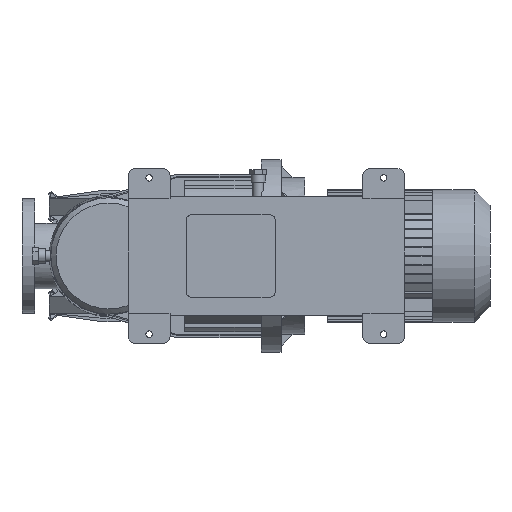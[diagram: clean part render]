
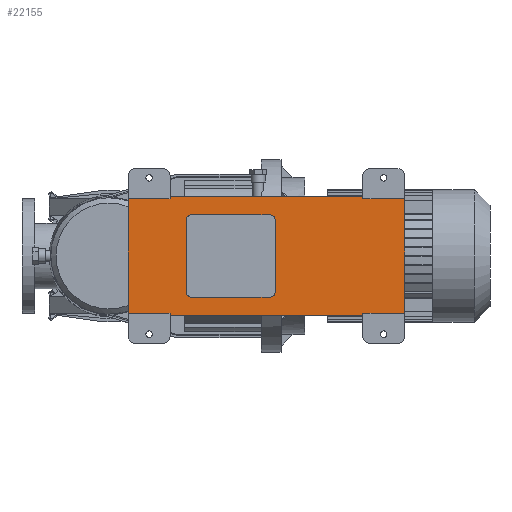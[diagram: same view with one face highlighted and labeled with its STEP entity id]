
A CAD part, front view. The second image highlights one B-rep face of the part: STEP entity #22155.
In plain terms, the highlighted planar face has unit normal (0, -1, 0).
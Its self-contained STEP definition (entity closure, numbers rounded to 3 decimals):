
#711=CIRCLE('',#23049,10.);
#713=CIRCLE('',#23052,10.);
#715=CIRCLE('',#23055,10.);
#717=CIRCLE('',#23058,10.);
#1584=ORIENTED_EDGE('',*,*,#6041,.T.);
#1585=ORIENTED_EDGE('',*,*,#6061,.T.);
#1586=ORIENTED_EDGE('',*,*,#6095,.F.);
#1587=ORIENTED_EDGE('',*,*,#6090,.T.);
#1588=ORIENTED_EDGE('',*,*,#6071,.T.);
#1589=ORIENTED_EDGE('',*,*,#6096,.T.);
#1590=ORIENTED_EDGE('',*,*,#6080,.T.);
#1591=ORIENTED_EDGE('',*,*,#6086,.T.);
#1592=ORIENTED_EDGE('',*,*,#6097,.F.);
#1593=ORIENTED_EDGE('',*,*,#6055,.T.);
#1594=ORIENTED_EDGE('',*,*,#6050,.T.);
#1595=ORIENTED_EDGE('',*,*,#6098,.T.);
#1596=ORIENTED_EDGE('',*,*,#6033,.T.);
#1597=ORIENTED_EDGE('',*,*,#5920,.T.);
#1598=ORIENTED_EDGE('',*,*,#6032,.T.);
#1599=ORIENTED_EDGE('',*,*,#5924,.T.);
#1600=ORIENTED_EDGE('',*,*,#6031,.T.);
#1601=ORIENTED_EDGE('',*,*,#5916,.T.);
#1602=ORIENTED_EDGE('',*,*,#6034,.T.);
#1603=ORIENTED_EDGE('',*,*,#5928,.T.);
#5916=EDGE_CURVE('',#8234,#8233,#711,.T.);
#5920=EDGE_CURVE('',#8238,#8237,#713,.T.);
#5924=EDGE_CURVE('',#8242,#8241,#715,.T.);
#5928=EDGE_CURVE('',#8246,#8245,#717,.T.);
#6031=EDGE_CURVE('',#8241,#8234,#9846,.T.);
#6032=EDGE_CURVE('',#8237,#8242,#9847,.T.);
#6033=EDGE_CURVE('',#8245,#8238,#9848,.T.);
#6034=EDGE_CURVE('',#8233,#8246,#9849,.T.);
#6041=EDGE_CURVE('',#8323,#8324,#9854,.T.);
#6050=EDGE_CURVE('',#8329,#8330,#9861,.T.);
#6055=EDGE_CURVE('',#8332,#8329,#9866,.T.);
#6061=EDGE_CURVE('',#8324,#8335,#9872,.T.);
#6071=EDGE_CURVE('',#8341,#8342,#9880,.T.);
#6080=EDGE_CURVE('',#8347,#8348,#9887,.T.);
#6086=EDGE_CURVE('',#8348,#8350,#9893,.T.);
#6090=EDGE_CURVE('',#8353,#8341,#9897,.T.);
#6095=EDGE_CURVE('',#8353,#8335,#9902,.T.);
#6096=EDGE_CURVE('',#8342,#8347,#9903,.T.);
#6097=EDGE_CURVE('',#8332,#8350,#9904,.T.);
#6098=EDGE_CURVE('',#8330,#8323,#9905,.T.);
#8233=VERTEX_POINT('',#29128);
#8234=VERTEX_POINT('',#29130);
#8237=VERTEX_POINT('',#29137);
#8238=VERTEX_POINT('',#29139);
#8241=VERTEX_POINT('',#29146);
#8242=VERTEX_POINT('',#29148);
#8245=VERTEX_POINT('',#29155);
#8246=VERTEX_POINT('',#29157);
#8323=VERTEX_POINT('',#29385);
#8324=VERTEX_POINT('',#29386);
#8329=VERTEX_POINT('',#29403);
#8330=VERTEX_POINT('',#29404);
#8332=VERTEX_POINT('',#29413);
#8335=VERTEX_POINT('',#29423);
#8341=VERTEX_POINT('',#29445);
#8342=VERTEX_POINT('',#29446);
#8347=VERTEX_POINT('',#29463);
#8348=VERTEX_POINT('',#29464);
#8350=VERTEX_POINT('',#29473);
#8353=VERTEX_POINT('',#29483);
#9846=LINE('',#29364,#11274);
#9847=LINE('',#29366,#11275);
#9848=LINE('',#29368,#11276);
#9849=LINE('',#29370,#11277);
#9854=LINE('',#29384,#11282);
#9861=LINE('',#29402,#11289);
#9866=LINE('',#29412,#11294);
#9872=LINE('',#29424,#11300);
#9880=LINE('',#29444,#11308);
#9887=LINE('',#29462,#11315);
#9893=LINE('',#29474,#11321);
#9897=LINE('',#29482,#11325);
#9902=LINE('',#29492,#11330);
#9903=LINE('',#29493,#11331);
#9904=LINE('',#29494,#11332);
#9905=LINE('',#29495,#11333);
#11274=VECTOR('',#24835,1000.);
#11275=VECTOR('',#24838,1000.);
#11276=VECTOR('',#24841,1000.);
#11277=VECTOR('',#24844,1000.);
#11282=VECTOR('',#24859,1000.);
#11289=VECTOR('',#24876,1000.);
#11294=VECTOR('',#24885,1000.);
#11300=VECTOR('',#24895,1000.);
#11308=VECTOR('',#24917,1000.);
#11315=VECTOR('',#24934,1000.);
#11321=VECTOR('',#24944,1000.);
#11325=VECTOR('',#24952,1000.);
#11330=VECTOR('',#24963,1000.);
#11331=VECTOR('',#24964,1000.);
#11332=VECTOR('',#24965,1000.);
#11333=VECTOR('',#24966,1000.);
#12671=EDGE_LOOP('',(#1584,#1585,#1586,#1587,#1588,#1589,#1590,#1591,#1592,
#1593,#1594,#1595));
#12672=EDGE_LOOP('',(#1596,#1597,#1598,#1599,#1600,#1601,#1602,#1603));
#13818=FACE_BOUND('',#12671,.T.);
#13819=FACE_BOUND('',#12672,.T.);
#14928=PLANE('',#23154);
#22155=ADVANCED_FACE('',(#13818,#13819),#14928,.F.);
#23049=AXIS2_PLACEMENT_3D('',#29129,#24615,#24616);
#23052=AXIS2_PLACEMENT_3D('',#29138,#24623,#24624);
#23055=AXIS2_PLACEMENT_3D('',#29147,#24631,#24632);
#23058=AXIS2_PLACEMENT_3D('',#29156,#24639,#24640);
#23154=AXIS2_PLACEMENT_3D('',#29491,#24961,#24962);
#24615=DIRECTION('',(0.,1.,0.));
#24616=DIRECTION('',(0.,0.,1.));
#24623=DIRECTION('',(0.,1.,0.));
#24624=DIRECTION('',(0.,0.,1.));
#24631=DIRECTION('',(0.,1.,0.));
#24632=DIRECTION('',(0.,0.,1.));
#24639=DIRECTION('',(0.,1.,0.));
#24640=DIRECTION('',(0.,0.,1.));
#24835=DIRECTION('',(-1.,0.,0.));
#24838=DIRECTION('',(0.,0.,-1.));
#24841=DIRECTION('',(1.,0.,0.));
#24844=DIRECTION('',(0.,0.,1.));
#24859=DIRECTION('',(1.,0.,0.));
#24876=DIRECTION('',(-1.,0.,0.));
#24885=DIRECTION('',(0.,0.,-1.));
#24895=DIRECTION('',(0.,0.,-1.));
#24917=DIRECTION('',(1.,0.,0.));
#24934=DIRECTION('',(-1.,0.,0.));
#24944=DIRECTION('',(0.,0.,1.));
#24952=DIRECTION('',(0.,0.,1.));
#24961=DIRECTION('',(0.,1.,0.));
#24962=DIRECTION('',(0.,0.,1.));
#24963=DIRECTION('',(-1.,0.,0.));
#24964=DIRECTION('',(0.,0.,1.));
#24965=DIRECTION('',(1.,0.,0.));
#24966=DIRECTION('',(0.,0.,-1.));
#29128=CARTESIAN_POINT('',(-154.,0.,-69.));
#29129=CARTESIAN_POINT('',(-144.,0.,-69.));
#29130=CARTESIAN_POINT('',(-144.,0.,-79.));
#29137=CARTESIAN_POINT('',(17.,0.,69.));
#29138=CARTESIAN_POINT('',(7.,0.,69.));
#29139=CARTESIAN_POINT('',(7.,0.,79.));
#29146=CARTESIAN_POINT('',(7.,0.,-79.));
#29147=CARTESIAN_POINT('',(7.,0.,-69.));
#29148=CARTESIAN_POINT('',(17.,0.,-69.));
#29155=CARTESIAN_POINT('',(-144.,0.,79.));
#29156=CARTESIAN_POINT('',(-144.,0.,69.));
#29157=CARTESIAN_POINT('',(-154.,0.,69.));
#29364=CARTESIAN_POINT('',(17.,0.,-79.));
#29366=CARTESIAN_POINT('',(17.,0.,79.));
#29368=CARTESIAN_POINT('',(-154.,0.,79.));
#29370=CARTESIAN_POINT('',(-154.,0.,-79.));
#29384=CARTESIAN_POINT('',(-265.,0.,-110.));
#29385=CARTESIAN_POINT('',(-265.,0.,-110.));
#29386=CARTESIAN_POINT('',(-185.,0.,-110.));
#29402=CARTESIAN_POINT('',(-185.,0.,110.));
#29403=CARTESIAN_POINT('',(-185.,0.,110.));
#29404=CARTESIAN_POINT('',(-265.,0.,110.));
#29412=CARTESIAN_POINT('',(-185.,0.,167.5));
#29413=CARTESIAN_POINT('',(-185.,0.,115.));
#29423=CARTESIAN_POINT('',(-185.,0.,-115.));
#29424=CARTESIAN_POINT('',(-185.,0.,-110.));
#29444=CARTESIAN_POINT('',(185.,0.,-110.));
#29445=CARTESIAN_POINT('',(185.,0.,-110.));
#29446=CARTESIAN_POINT('',(265.,0.,-110.));
#29462=CARTESIAN_POINT('',(185.,0.,110.));
#29463=CARTESIAN_POINT('',(265.,0.,110.));
#29464=CARTESIAN_POINT('',(185.,0.,110.));
#29473=CARTESIAN_POINT('',(185.,0.,115.));
#29474=CARTESIAN_POINT('',(185.,0.,110.));
#29482=CARTESIAN_POINT('',(185.,0.,-167.5));
#29483=CARTESIAN_POINT('',(185.,0.,-115.));
#29491=CARTESIAN_POINT('',(0.,0.,0.));
#29492=CARTESIAN_POINT('',(265.,0.,-115.));
#29493=CARTESIAN_POINT('',(265.,0.,0.));
#29494=CARTESIAN_POINT('',(-265.,0.,115.));
#29495=CARTESIAN_POINT('',(-265.,0.,0.));
